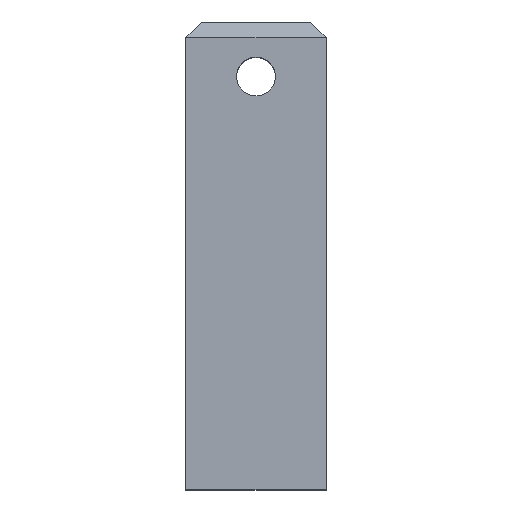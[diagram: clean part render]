
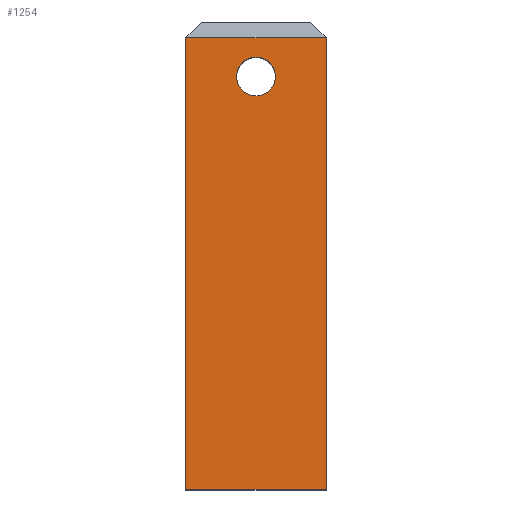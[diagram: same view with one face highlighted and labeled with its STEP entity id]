
A CAD part, top view. The second image highlights one B-rep face of the part: STEP entity #1254.
In plain terms, the highlighted planar face has unit normal (0, 0, 1).
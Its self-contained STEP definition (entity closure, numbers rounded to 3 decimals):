
#8 = DIRECTION ( 'NONE',  ( 0., 1., 0. ) ) ;
#39 = CIRCLE ( 'NONE', #875, 2.5 ) ;
#72 = CARTESIAN_POINT ( 'NONE',  ( -9., 58., 19. ) ) ;
#104 = EDGE_CURVE ( 'NONE', #1309, #179, #247, .T. ) ;
#112 = LINE ( 'NONE', #1248, #707 ) ;
#122 = CARTESIAN_POINT ( 'NONE',  ( 9., 0., 19. ) ) ;
#161 = DIRECTION ( 'NONE',  ( 0., 0., 1. ) ) ;
#179 = VERTEX_POINT ( 'NONE', #1388 ) ;
#224 = ORIENTED_EDGE ( 'NONE', *, *, #1221, .F. ) ;
#247 = LINE ( 'NONE', #1373, #274 ) ;
#256 = DIRECTION ( 'NONE',  ( -1., 0., 0. ) ) ;
#274 = VECTOR ( 'NONE', #1279, 1000. ) ;
#291 = ORIENTED_EDGE ( 'NONE', *, *, #870, .T. ) ;
#355 = CARTESIAN_POINT ( 'NONE',  ( 9., 58., 19. ) ) ;
#356 = EDGE_LOOP ( 'NONE', ( #424, #291, #817, #224 ) ) ;
#377 = DIRECTION ( 'NONE',  ( -1., 0., 0. ) ) ;
#424 = ORIENTED_EDGE ( 'NONE', *, *, #434, .F. ) ;
#434 = EDGE_CURVE ( 'NONE', #1268, #985, #112, .T. ) ;
#474 = CARTESIAN_POINT ( 'NONE',  ( -9., 58., 19. ) ) ;
#482 = DIRECTION ( 'NONE',  ( 0., 0., 1. ) ) ;
#502 = CARTESIAN_POINT ( 'NONE',  ( 0., 53., 19. ) ) ;
#504 = CARTESIAN_POINT ( 'NONE',  ( 2.5, 53., 19. ) ) ;
#523 = ORIENTED_EDGE ( 'NONE', *, *, #1344, .F. ) ;
#530 = DIRECTION ( 'NONE',  ( 1., 0., 0. ) ) ;
#617 = VECTOR ( 'NONE', #377, 1000. ) ;
#618 = VECTOR ( 'NONE', #256, 1000. ) ;
#707 = VECTOR ( 'NONE', #1371, 1000. ) ;
#783 = AXIS2_PLACEMENT_3D ( 'NONE', #502, #161, #530 ) ;
#808 = ORIENTED_EDGE ( 'NONE', *, *, #810, .F. ) ;
#810 = EDGE_CURVE ( 'NONE', #901, #1007, #39, .T. ) ;
#817 = ORIENTED_EDGE ( 'NONE', *, *, #104, .T. ) ;
#870 = EDGE_CURVE ( 'NONE', #1268, #1309, #933, .T. ) ;
#875 = AXIS2_PLACEMENT_3D ( 'NONE', #1057, #482, #913 ) ;
#901 = VERTEX_POINT ( 'NONE', #504 ) ;
#913 = DIRECTION ( 'NONE',  ( 1., 0., 0. ) ) ;
#926 = LINE ( 'NONE', #1259, #618 ) ;
#933 = LINE ( 'NONE', #474, #617 ) ;
#951 = CARTESIAN_POINT ( 'NONE',  ( 9., 0., 19. ) ) ;
#985 = VERTEX_POINT ( 'NONE', #951 ) ;
#1007 = VERTEX_POINT ( 'NONE', #1094 ) ;
#1031 = DIRECTION ( 'NONE',  ( 0., 0., -1. ) ) ;
#1054 = FACE_BOUND ( 'NONE', #1444, .T. ) ;
#1057 = CARTESIAN_POINT ( 'NONE',  ( 0., 53., 19. ) ) ;
#1088 = AXIS2_PLACEMENT_3D ( 'NONE', #122, #1031, #8 ) ;
#1094 = CARTESIAN_POINT ( 'NONE',  ( -2.5, 53., 19. ) ) ;
#1143 = FACE_OUTER_BOUND ( 'NONE', #356, .T. ) ;
#1221 = EDGE_CURVE ( 'NONE', #985, #179, #926, .T. ) ;
#1248 = CARTESIAN_POINT ( 'NONE',  ( 9., 0., 19. ) ) ;
#1250 = PLANE ( 'NONE',  #1088 ) ;
#1254 = ADVANCED_FACE ( 'NONE', ( #1054, #1143 ), #1250, .F. ) ;
#1259 = CARTESIAN_POINT ( 'NONE',  ( 9., 0., 19. ) ) ;
#1268 = VERTEX_POINT ( 'NONE', #355 ) ;
#1279 = DIRECTION ( 'NONE',  ( 0., -1., 0. ) ) ;
#1309 = VERTEX_POINT ( 'NONE', #72 ) ;
#1344 = EDGE_CURVE ( 'NONE', #1007, #901, #1421, .T. ) ;
#1371 = DIRECTION ( 'NONE',  ( 0., -1., 0. ) ) ;
#1373 = CARTESIAN_POINT ( 'NONE',  ( -9., 0., 19. ) ) ;
#1388 = CARTESIAN_POINT ( 'NONE',  ( -9., 0., 19. ) ) ;
#1421 = CIRCLE ( 'NONE', #783, 2.5 ) ;
#1444 = EDGE_LOOP ( 'NONE', ( #808, #523 ) ) ;
